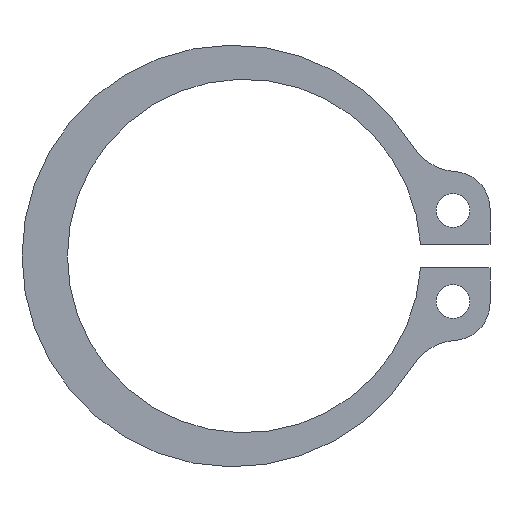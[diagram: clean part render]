
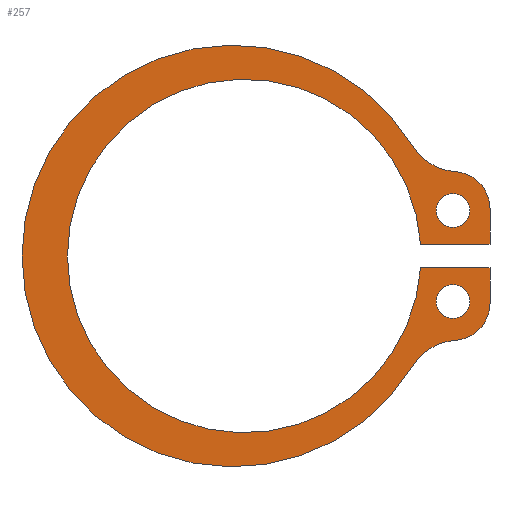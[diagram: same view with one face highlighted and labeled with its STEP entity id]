
A CAD part, left-side view. The second image highlights one B-rep face of the part: STEP entity #257.
In plain terms, the highlighted planar face has unit normal (-1, 0, 0).
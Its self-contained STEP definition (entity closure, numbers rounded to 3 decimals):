
#15=FACE_BOUND('',#44,.T.);
#16=FACE_BOUND('',#45,.T.);
#19=PLANE('',#296);
#29=FACE_OUTER_BOUND('',#43,.T.);
#43=EDGE_LOOP('',(#189,#190,#191,#192,#193,#194,#195,#196,#197,#198));
#44=EDGE_LOOP('',(#199));
#45=EDGE_LOOP('',(#200));
#63=LINE('',#433,#83);
#64=LINE('',#434,#84);
#65=LINE('',#436,#85);
#66=LINE('',#438,#86);
#83=VECTOR('',#352,1000.);
#84=VECTOR('',#353,1000.);
#85=VECTOR('',#354,1000.);
#86=VECTOR('',#355,1000.);
#98=CIRCLE('',#286,10.5);
#100=CIRCLE('',#289,12.525);
#102=CIRCLE('',#292,1.);
#104=CIRCLE('',#295,1.);
#105=CIRCLE('',#297,3.3);
#106=CIRCLE('',#298,2.2);
#107=CIRCLE('',#299,2.2);
#108=CIRCLE('',#300,3.3);
#115=VERTEX_POINT('',#401);
#116=VERTEX_POINT('',#403);
#119=VERTEX_POINT('',#410);
#120=VERTEX_POINT('',#412);
#122=VERTEX_POINT('',#418);
#124=VERTEX_POINT('',#424);
#125=VERTEX_POINT('',#428);
#126=VERTEX_POINT('',#430);
#127=VERTEX_POINT('',#432);
#128=VERTEX_POINT('',#435);
#129=VERTEX_POINT('',#437);
#130=VERTEX_POINT('',#439);
#139=EDGE_CURVE('',#116,#115,#98,.T.);
#143=EDGE_CURVE('',#119,#120,#100,.T.);
#147=EDGE_CURVE('',#122,#122,#102,.T.);
#150=EDGE_CURVE('',#124,#124,#104,.T.);
#151=EDGE_CURVE('',#119,#125,#105,.T.);
#152=EDGE_CURVE('',#126,#125,#106,.T.);
#153=EDGE_CURVE('',#127,#126,#63,.T.);
#154=EDGE_CURVE('',#116,#127,#64,.T.);
#155=EDGE_CURVE('',#128,#115,#65,.T.);
#156=EDGE_CURVE('',#129,#128,#66,.T.);
#157=EDGE_CURVE('',#130,#129,#107,.T.);
#158=EDGE_CURVE('',#130,#120,#108,.T.);
#189=ORIENTED_EDGE('',*,*,#151,.T.);
#190=ORIENTED_EDGE('',*,*,#152,.F.);
#191=ORIENTED_EDGE('',*,*,#153,.F.);
#192=ORIENTED_EDGE('',*,*,#154,.F.);
#193=ORIENTED_EDGE('',*,*,#139,.T.);
#194=ORIENTED_EDGE('',*,*,#155,.F.);
#195=ORIENTED_EDGE('',*,*,#156,.F.);
#196=ORIENTED_EDGE('',*,*,#157,.F.);
#197=ORIENTED_EDGE('',*,*,#158,.T.);
#198=ORIENTED_EDGE('',*,*,#143,.F.);
#199=ORIENTED_EDGE('',*,*,#147,.T.);
#200=ORIENTED_EDGE('',*,*,#150,.T.);
#257=ADVANCED_FACE('',(#29,#15,#16),#19,.F.);
#286=AXIS2_PLACEMENT_3D('',#404,#321,#322);
#289=AXIS2_PLACEMENT_3D('',#413,#329,#330);
#292=AXIS2_PLACEMENT_3D('',#420,#337,#338);
#295=AXIS2_PLACEMENT_3D('',#426,#344,#345);
#296=AXIS2_PLACEMENT_3D('',#427,#346,#347);
#297=AXIS2_PLACEMENT_3D('',#429,#348,#349);
#298=AXIS2_PLACEMENT_3D('',#431,#350,#351);
#299=AXIS2_PLACEMENT_3D('',#440,#356,#357);
#300=AXIS2_PLACEMENT_3D('',#441,#358,#359);
#321=DIRECTION('center_axis',(1.,0.,0.));
#322=DIRECTION('ref_axis',(0.,0.,-1.));
#329=DIRECTION('center_axis',(1.,0.,0.));
#330=DIRECTION('ref_axis',(0.,0.,-1.));
#337=DIRECTION('center_axis',(1.,0.,0.));
#338=DIRECTION('ref_axis',(0.,0.,-1.));
#344=DIRECTION('center_axis',(1.,0.,0.));
#345=DIRECTION('ref_axis',(0.,0.,-1.));
#346=DIRECTION('center_axis',(1.,0.,0.));
#347=DIRECTION('ref_axis',(0.,1.,0.));
#348=DIRECTION('center_axis',(1.,0.,0.));
#349=DIRECTION('ref_axis',(0.,0.,-1.));
#350=DIRECTION('center_axis',(1.,0.,0.));
#351=DIRECTION('ref_axis',(0.,0.,-1.));
#352=DIRECTION('',(0.,0.,-1.));
#353=DIRECTION('',(0.,-1.,0.));
#354=DIRECTION('',(0.,1.,0.));
#355=DIRECTION('',(0.,0.,-1.));
#356=DIRECTION('center_axis',(1.,0.,0.));
#357=DIRECTION('ref_axis',(0.,0.,-1.));
#358=DIRECTION('center_axis',(1.,0.,0.));
#359=DIRECTION('ref_axis',(0.,0.,-1.));
#401=CARTESIAN_POINT('',(-0.6,-10.477,0.7));
#403=CARTESIAN_POINT('',(-0.6,-10.477,-0.7));
#404=CARTESIAN_POINT('Origin',(-0.6,0.,0.));
#410=CARTESIAN_POINT('',(-0.6,-9.989,-6.569));
#412=CARTESIAN_POINT('',(-0.6,-9.989,6.569));
#413=CARTESIAN_POINT('Origin',(-0.6,0.675,0.));
#418=CARTESIAN_POINT('',(-0.6,-12.4,-3.7));
#420=CARTESIAN_POINT('Origin',(-0.6,-12.4,-2.7));
#424=CARTESIAN_POINT('',(-0.6,-12.4,1.7));
#426=CARTESIAN_POINT('Origin',(-0.6,-12.4,2.7));
#427=CARTESIAN_POINT('Origin',(-0.6,-12.799,-8.3));
#428=CARTESIAN_POINT('',(-0.6,-12.559,-5.009));
#429=CARTESIAN_POINT('Origin',(-0.6,-12.799,-8.3));
#430=CARTESIAN_POINT('',(-0.6,-14.6,-2.814));
#431=CARTESIAN_POINT('Origin',(-0.6,-12.4,-2.814));
#432=CARTESIAN_POINT('',(-0.6,-14.6,-0.7));
#433=CARTESIAN_POINT('',(-0.6,-14.6,-0.7));
#434=CARTESIAN_POINT('',(-0.6,-10.477,-0.7));
#435=CARTESIAN_POINT('',(-0.6,-14.6,0.7));
#436=CARTESIAN_POINT('',(-0.6,-14.6,0.7));
#437=CARTESIAN_POINT('',(-0.6,-14.6,2.814));
#438=CARTESIAN_POINT('',(-0.6,-14.6,2.814));
#439=CARTESIAN_POINT('',(-0.6,-12.559,5.009));
#440=CARTESIAN_POINT('Origin',(-0.6,-12.4,2.814));
#441=CARTESIAN_POINT('Origin',(-0.6,-12.799,8.3));
